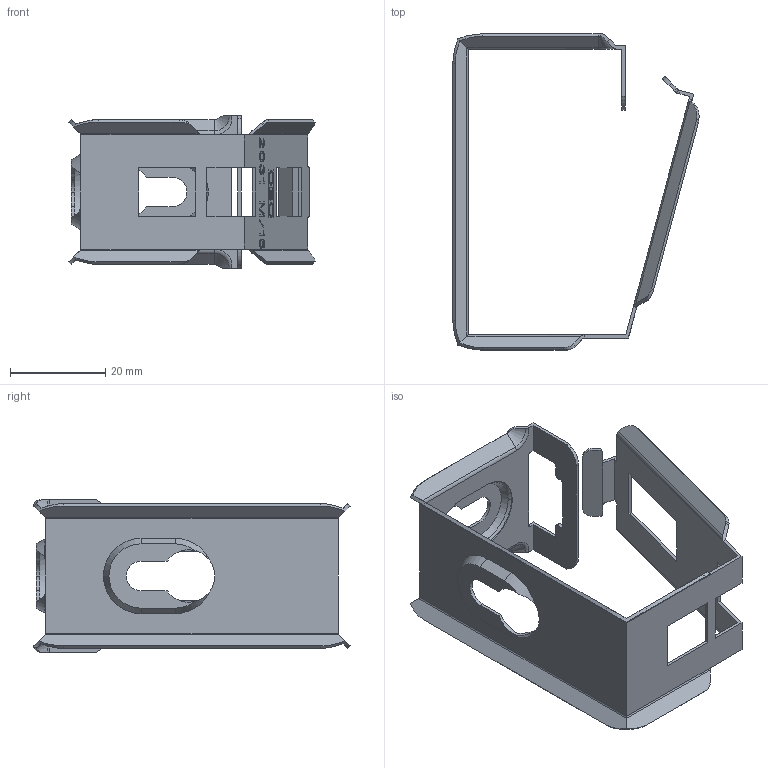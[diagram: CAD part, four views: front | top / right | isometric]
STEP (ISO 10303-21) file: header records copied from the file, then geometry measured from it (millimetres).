
FILE_DESCRIPTION((''),'2;1');
FILE_NAME('2207028','2012-11-05T',('AndreasKeweloh'),(''),'PRO/ENGINEER BY PARAMETRIC TECHNOLOGY CORPORATION, 2012230','PRO/ENGINEER BY PARAMETRIC TECHNOLOGY CORPORATION, 2012230','');
FILE_SCHEMA(('CONFIG_CONTROL_DESIGN'));
Length unit declared in the file: millimetre
Products named in the file (1): 2207028
Bounding box: 51.74 x 66.4 x 32 mm (x, y, z)
Volume: 3662.5 mm3; surface area: 11121 mm2
Topology: 1 solids, 1 shells, 524 faces, 1473 edges, 965 vertices
Faces by surface type: plane 404, cylinder 72, cone 22, torus 16, extrusion 8, bspline 2
Entity records: 17631 total; most frequent: CARTESIAN_POINT 4109, ORIENTED_EDGE 2946, DIRECTION 2566, EDGE_CURVE 1473, VECTOR 1228, LINE 1220, VERTEX_POINT 965, AXIS2_PLACEMENT_3D 669
